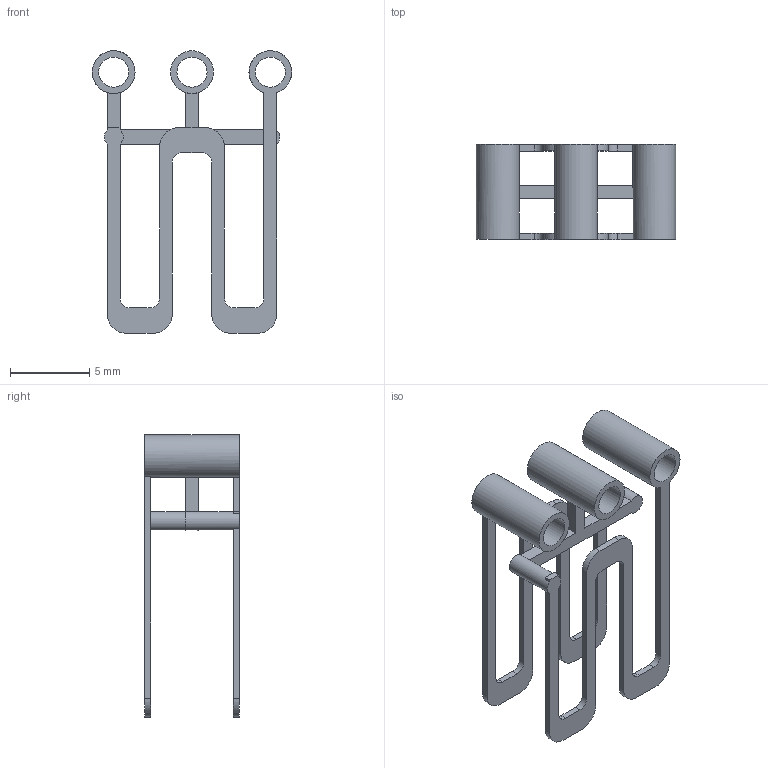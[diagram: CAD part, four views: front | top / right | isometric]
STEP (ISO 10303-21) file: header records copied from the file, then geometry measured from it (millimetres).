
FILE_DESCRIPTION(/* description */ (''),/* implementation_level */ '2;1');
FILE_NAME(/* name */ 'ForceSensor.step',/* time_stamp */ '2024-06-06T16:22:22+02:00',/* author */ (''),/* organization */ (''),/* preprocessor_version */ 'ST-DEVELOPER v20',/* originating_system */ 'Autodesk Translation Framework v13.14.0.145',/* authorisation */ '');
FILE_SCHEMA (('AUTOMOTIVE_DESIGN { 1 0 10303 214 3 1 1 }'));
Length unit declared in the file: millimetre
Products named in the file (1): Fusion-Komponente
Bounding box: 12.6 x 6 x 17.85 mm (x, y, z)
Volume: 110 mm3; surface area: 643.2 mm2
Topology: 1 solids, 1 shells, 85 faces, 243 edges, 161 vertices
Faces by surface type: plane 53, cylinder 32
Full cylindrical faces by diameter (mm): 1.2 x2, 1.9 x3, 2.7 x3
Entity records: 2848 total; most frequent: DIRECTION 498, CARTESIAN_POINT 490, ORIENTED_EDGE 486, EDGE_CURVE 243, AXIS2_PLACEMENT_3D 169, VERTEX_POINT 161, LINE 160, VECTOR 160
